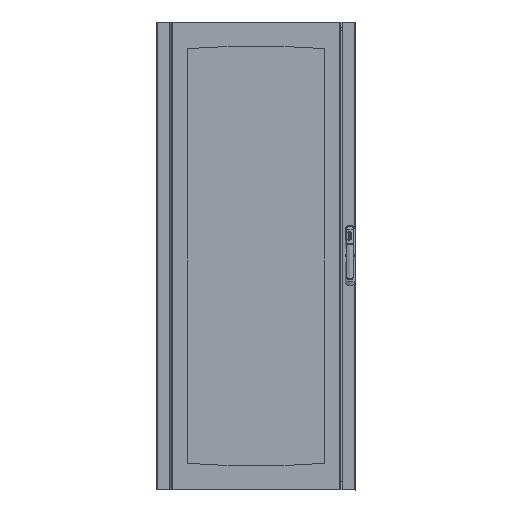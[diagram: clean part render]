
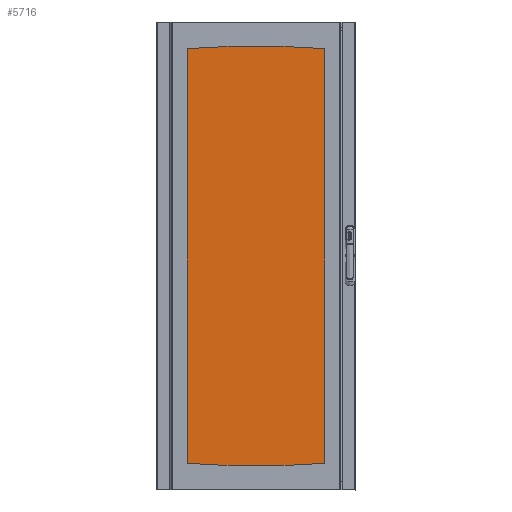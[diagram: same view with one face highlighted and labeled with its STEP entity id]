
A CAD part, top view. The second image highlights one B-rep face of the part: STEP entity #5716.
In plain terms, the highlighted planar face has unit normal (0, 0, 1).
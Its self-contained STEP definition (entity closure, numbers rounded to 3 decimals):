
#5716=ADVANCED_FACE('F5',(#7967),#7293,.T.);
#7293=PLANE('',#27930);
#7967=FACE_OUTER_BOUND('',#9503,.T.);
#9503=EDGE_LOOP('',(#11143,#11144,#11145,#11146));
#11143=ORIENTED_EDGE('',*,*,#21451,.F.);
#11144=ORIENTED_EDGE('',*,*,#21452,.F.);
#11145=ORIENTED_EDGE('',*,*,#21449,.F.);
#11146=ORIENTED_EDGE('',*,*,#21446,.F.);
#19023=VERTEX_POINT('',#34275);
#19024=VERTEX_POINT('',#34277);
#19026=VERTEX_POINT('',#34283);
#19027=VERTEX_POINT('',#34287);
#21446=EDGE_CURVE('E11',#19023,#19024,#25389,.T.);
#21449=EDGE_CURVE('E7',#19024,#19026,#25392,.T.);
#21451=EDGE_CURVE('E15',#19027,#19023,#25394,.T.);
#21452=EDGE_CURVE('E3',#19026,#19027,#25395,.T.);
#25389=LINE('',#34276,#26659);
#25392=LINE('',#34282,#26662);
#25394=LINE('',#34286,#26664);
#25395=LINE('',#34288,#26665);
#26659=VECTOR('',#29622,1.);
#26662=VECTOR('',#29627,1.);
#26664=VECTOR('',#29631,1.);
#26665=VECTOR('',#29632,1.);
#27930=AXIS2_PLACEMENT_3D('',#34289,#29633,#29634);
#29622=DIRECTION('',(-1.,0.,0.));
#29627=DIRECTION('',(0.,1.,0.));
#29631=DIRECTION('',(0.,-1.,0.));
#29632=DIRECTION('',(1.,0.,0.));
#29633=DIRECTION('',(0.,0.,1.));
#29634=DIRECTION('',(1.,0.,0.));
#34275=CARTESIAN_POINT('',(222.157,-430.657,4.));
#34276=CARTESIAN_POINT('',(-47.843,-430.657,4.));
#34277=CARTESIAN_POINT('',(-317.843,-430.657,4.));
#34282=CARTESIAN_POINT('',(-317.843,199.343,4.));
#34283=CARTESIAN_POINT('',(-317.843,1129.343,4.));
#34286=CARTESIAN_POINT('',(222.157,199.343,4.));
#34287=CARTESIAN_POINT('',(222.157,1129.343,4.));
#34288=CARTESIAN_POINT('',(-47.843,1129.343,4.));
#34289=CARTESIAN_POINT('',(-344.843,-823.657,4.));
